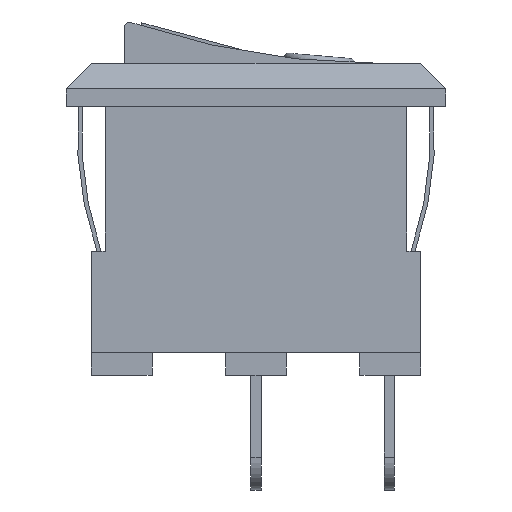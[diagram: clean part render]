
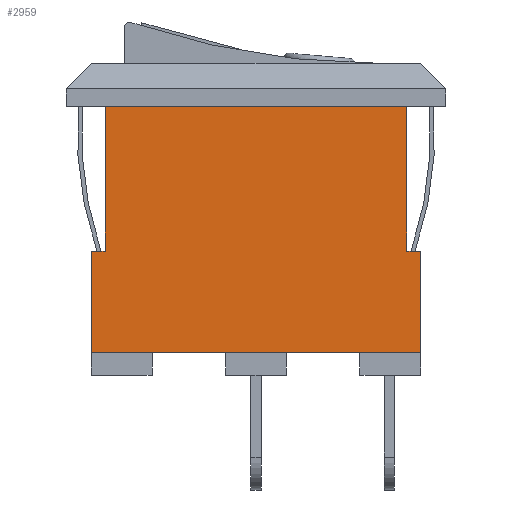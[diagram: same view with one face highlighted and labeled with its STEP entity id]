
A CAD part, front view. The second image highlights one B-rep face of the part: STEP entity #2959.
In plain terms, the highlighted planar face has unit normal (0, -1, 0).
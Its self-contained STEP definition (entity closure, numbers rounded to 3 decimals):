
#2217 = PLANE('',#2218);
#2218 = AXIS2_PLACEMENT_3D('',#2219,#2220,#2221);
#2219 = CARTESIAN_POINT('',(0.,0.,5.7));
#2220 = DIRECTION('',(0.,0.,-1.));
#2221 = DIRECTION('',(1.,0.,0.));
#2470 = VERTEX_POINT('',#2471);
#2471 = CARTESIAN_POINT('',(-5.95,-4.2,5.7));
#2487 = PLANE('',#2488);
#2488 = AXIS2_PLACEMENT_3D('',#2489,#2490,#2491);
#2489 = CARTESIAN_POINT('',(-5.95,-4.2,0.));
#2490 = DIRECTION('',(-1.,0.,0.));
#2491 = DIRECTION('',(0.,1.,0.));
#2499 = EDGE_CURVE('',#2500,#2470,#2502,.T.);
#2500 = VERTEX_POINT('',#2501);
#2501 = CARTESIAN_POINT('',(5.95,-4.2,5.7));
#2502 = SURFACE_CURVE('',#2503,(#2507,#2514),.PCURVE_S1.);
#2503 = LINE('',#2504,#2505);
#2504 = CARTESIAN_POINT('',(5.95,-4.2,5.7));
#2505 = VECTOR('',#2506,1.);
#2506 = DIRECTION('',(-1.,0.,0.));
#2507 = PCURVE('',#2217,#2508);
#2508 = DEFINITIONAL_REPRESENTATION('',(#2509),#2513);
#2509 = LINE('',#2510,#2511);
#2510 = CARTESIAN_POINT('',(5.95,4.2));
#2511 = VECTOR('',#2512,1.);
#2512 = DIRECTION('',(-1.,0.));
#2513 = ( GEOMETRIC_REPRESENTATION_CONTEXT(2) 
PARAMETRIC_REPRESENTATION_CONTEXT() REPRESENTATION_CONTEXT('2D SPACE',''
  ) );
#2514 = PCURVE('',#2515,#2520);
#2515 = PLANE('',#2516);
#2516 = AXIS2_PLACEMENT_3D('',#2517,#2518,#2519);
#2517 = CARTESIAN_POINT('',(0.,-4.2,0.712));
#2518 = DIRECTION('',(0.,-1.,0.));
#2519 = DIRECTION('',(0.,0.,-1.));
#2520 = DEFINITIONAL_REPRESENTATION('',(#2521),#2525);
#2521 = LINE('',#2522,#2523);
#2522 = CARTESIAN_POINT('',(-4.988,5.95));
#2523 = VECTOR('',#2524,1.);
#2524 = DIRECTION('',(0.,-1.));
#2525 = ( GEOMETRIC_REPRESENTATION_CONTEXT(2) 
PARAMETRIC_REPRESENTATION_CONTEXT() REPRESENTATION_CONTEXT('2D SPACE',''
  ) );
#2543 = PLANE('',#2544);
#2544 = AXIS2_PLACEMENT_3D('',#2545,#2546,#2547);
#2545 = CARTESIAN_POINT('',(5.95,4.2,0.));
#2546 = DIRECTION('',(1.,0.,0.));
#2547 = DIRECTION('',(0.,-1.,0.));
#2752 = PLANE('',#2753);
#2753 = AXIS2_PLACEMENT_3D('',#2754,#2755,#2756);
#2754 = CARTESIAN_POINT('',(0.,0.,0.));
#2755 = DIRECTION('',(-0.,0.,1.));
#2756 = DIRECTION('',(-1.,0.,0.));
#2887 = EDGE_CURVE('',#2888,#2470,#2890,.T.);
#2888 = VERTEX_POINT('',#2889);
#2889 = CARTESIAN_POINT('',(-5.95,-4.2,0.));
#2890 = SURFACE_CURVE('',#2891,(#2895,#2902),.PCURVE_S1.);
#2891 = LINE('',#2892,#2893);
#2892 = CARTESIAN_POINT('',(-5.95,-4.2,0.));
#2893 = VECTOR('',#2894,1.);
#2894 = DIRECTION('',(0.,0.,1.));
#2895 = PCURVE('',#2487,#2896);
#2896 = DEFINITIONAL_REPRESENTATION('',(#2897),#2901);
#2897 = LINE('',#2898,#2899);
#2898 = CARTESIAN_POINT('',(0.,0.));
#2899 = VECTOR('',#2900,1.);
#2900 = DIRECTION('',(0.,-1.));
#2901 = ( GEOMETRIC_REPRESENTATION_CONTEXT(2) 
PARAMETRIC_REPRESENTATION_CONTEXT() REPRESENTATION_CONTEXT('2D SPACE',''
  ) );
#2902 = PCURVE('',#2515,#2903);
#2903 = DEFINITIONAL_REPRESENTATION('',(#2904),#2908);
#2904 = LINE('',#2905,#2906);
#2905 = CARTESIAN_POINT('',(0.712,-5.95));
#2906 = VECTOR('',#2907,1.);
#2907 = DIRECTION('',(-1.,0.));
#2908 = ( GEOMETRIC_REPRESENTATION_CONTEXT(2) 
PARAMETRIC_REPRESENTATION_CONTEXT() REPRESENTATION_CONTEXT('2D SPACE',''
  ) );
#2948 = PLANE('',#2949);
#2949 = AXIS2_PLACEMENT_3D('',#2950,#2951,#2952);
#2950 = CARTESIAN_POINT('',(0.,0.,0.));
#2951 = DIRECTION('',(-0.,0.,1.));
#2952 = DIRECTION('',(-1.,0.,0.));
#2959 = ADVANCED_FACE('',(#2960),#2515,.T.);
#2960 = FACE_BOUND('',#2961,.T.);
#2961 = EDGE_LOOP('',(#2962,#2992,#3020,#3048,#3071,#3092,#3093,#3094));
#2962 = ORIENTED_EDGE('',*,*,#2963,.T.);
#2963 = EDGE_CURVE('',#2964,#2966,#2968,.T.);
#2964 = VERTEX_POINT('',#2965);
#2965 = CARTESIAN_POINT('',(-6.5,-4.2,0.));
#2966 = VERTEX_POINT('',#2967);
#2967 = CARTESIAN_POINT('',(-6.5,-4.2,-4.));
#2968 = SURFACE_CURVE('',#2969,(#2973,#2980),.PCURVE_S1.);
#2969 = LINE('',#2970,#2971);
#2970 = CARTESIAN_POINT('',(-6.5,-4.2,0.));
#2971 = VECTOR('',#2972,1.);
#2972 = DIRECTION('',(0.,0.,-1.));
#2973 = PCURVE('',#2515,#2974);
#2974 = DEFINITIONAL_REPRESENTATION('',(#2975),#2979);
#2975 = LINE('',#2976,#2977);
#2976 = CARTESIAN_POINT('',(0.712,-6.5));
#2977 = VECTOR('',#2978,1.);
#2978 = DIRECTION('',(1.,0.));
#2979 = ( GEOMETRIC_REPRESENTATION_CONTEXT(2) 
PARAMETRIC_REPRESENTATION_CONTEXT() REPRESENTATION_CONTEXT('2D SPACE',''
  ) );
#2980 = PCURVE('',#2981,#2986);
#2981 = PLANE('',#2982);
#2982 = AXIS2_PLACEMENT_3D('',#2983,#2984,#2985);
#2983 = CARTESIAN_POINT('',(-6.5,0.034,-2.416));
#2984 = DIRECTION('',(-1.,0.,0.));
#2985 = DIRECTION('',(0.,0.,1.));
#2986 = DEFINITIONAL_REPRESENTATION('',(#2987),#2991);
#2987 = LINE('',#2988,#2989);
#2988 = CARTESIAN_POINT('',(2.416,-4.234));
#2989 = VECTOR('',#2990,1.);
#2990 = DIRECTION('',(-1.,0.));
#2991 = ( GEOMETRIC_REPRESENTATION_CONTEXT(2) 
PARAMETRIC_REPRESENTATION_CONTEXT() REPRESENTATION_CONTEXT('2D SPACE',''
  ) );
#2992 = ORIENTED_EDGE('',*,*,#2993,.T.);
#2993 = EDGE_CURVE('',#2966,#2994,#2996,.T.);
#2994 = VERTEX_POINT('',#2995);
#2995 = CARTESIAN_POINT('',(6.5,-4.2,-4.));
#2996 = SURFACE_CURVE('',#2997,(#3001,#3008),.PCURVE_S1.);
#2997 = LINE('',#2998,#2999);
#2998 = CARTESIAN_POINT('',(-6.5,-4.2,-4.));
#2999 = VECTOR('',#3000,1.);
#3000 = DIRECTION('',(1.,0.,0.));
#3001 = PCURVE('',#2515,#3002);
#3002 = DEFINITIONAL_REPRESENTATION('',(#3003),#3007);
#3003 = LINE('',#3004,#3005);
#3004 = CARTESIAN_POINT('',(4.712,-6.5));
#3005 = VECTOR('',#3006,1.);
#3006 = DIRECTION('',(0.,1.));
#3007 = ( GEOMETRIC_REPRESENTATION_CONTEXT(2) 
PARAMETRIC_REPRESENTATION_CONTEXT() REPRESENTATION_CONTEXT('2D SPACE',''
  ) );
#3008 = PCURVE('',#3009,#3014);
#3009 = PLANE('',#3010);
#3010 = AXIS2_PLACEMENT_3D('',#3011,#3012,#3013);
#3011 = CARTESIAN_POINT('',(0.,0.,-4.));
#3012 = DIRECTION('',(-0.,0.,1.));
#3013 = DIRECTION('',(-1.,0.,0.));
#3014 = DEFINITIONAL_REPRESENTATION('',(#3015),#3019);
#3015 = LINE('',#3016,#3017);
#3016 = CARTESIAN_POINT('',(6.5,4.2));
#3017 = VECTOR('',#3018,1.);
#3018 = DIRECTION('',(-1.,0.));
#3019 = ( GEOMETRIC_REPRESENTATION_CONTEXT(2) 
PARAMETRIC_REPRESENTATION_CONTEXT() REPRESENTATION_CONTEXT('2D SPACE',''
  ) );
#3020 = ORIENTED_EDGE('',*,*,#3021,.F.);
#3021 = EDGE_CURVE('',#3022,#2994,#3024,.T.);
#3022 = VERTEX_POINT('',#3023);
#3023 = CARTESIAN_POINT('',(6.5,-4.2,0.));
#3024 = SURFACE_CURVE('',#3025,(#3029,#3036),.PCURVE_S1.);
#3025 = LINE('',#3026,#3027);
#3026 = CARTESIAN_POINT('',(6.5,-4.2,0.));
#3027 = VECTOR('',#3028,1.);
#3028 = DIRECTION('',(0.,0.,-1.));
#3029 = PCURVE('',#2515,#3030);
#3030 = DEFINITIONAL_REPRESENTATION('',(#3031),#3035);
#3031 = LINE('',#3032,#3033);
#3032 = CARTESIAN_POINT('',(0.712,6.5));
#3033 = VECTOR('',#3034,1.);
#3034 = DIRECTION('',(1.,0.));
#3035 = ( GEOMETRIC_REPRESENTATION_CONTEXT(2) 
PARAMETRIC_REPRESENTATION_CONTEXT() REPRESENTATION_CONTEXT('2D SPACE',''
  ) );
#3036 = PCURVE('',#3037,#3042);
#3037 = PLANE('',#3038);
#3038 = AXIS2_PLACEMENT_3D('',#3039,#3040,#3041);
#3039 = CARTESIAN_POINT('',(6.5,0.034,-2.416));
#3040 = DIRECTION('',(1.,0.,0.));
#3041 = DIRECTION('',(0.,0.,-1.));
#3042 = DEFINITIONAL_REPRESENTATION('',(#3043),#3047);
#3043 = LINE('',#3044,#3045);
#3044 = CARTESIAN_POINT('',(-2.416,-4.234));
#3045 = VECTOR('',#3046,1.);
#3046 = DIRECTION('',(1.,0.));
#3047 = ( GEOMETRIC_REPRESENTATION_CONTEXT(2) 
PARAMETRIC_REPRESENTATION_CONTEXT() REPRESENTATION_CONTEXT('2D SPACE',''
  ) );
#3048 = ORIENTED_EDGE('',*,*,#3049,.F.);
#3049 = EDGE_CURVE('',#3050,#3022,#3052,.T.);
#3050 = VERTEX_POINT('',#3051);
#3051 = CARTESIAN_POINT('',(5.95,-4.2,0.));
#3052 = SURFACE_CURVE('',#3053,(#3057,#3064),.PCURVE_S1.);
#3053 = LINE('',#3054,#3055);
#3054 = CARTESIAN_POINT('',(-6.5,-4.2,0.));
#3055 = VECTOR('',#3056,1.);
#3056 = DIRECTION('',(1.,0.,0.));
#3057 = PCURVE('',#2515,#3058);
#3058 = DEFINITIONAL_REPRESENTATION('',(#3059),#3063);
#3059 = LINE('',#3060,#3061);
#3060 = CARTESIAN_POINT('',(0.712,-6.5));
#3061 = VECTOR('',#3062,1.);
#3062 = DIRECTION('',(0.,1.));
#3063 = ( GEOMETRIC_REPRESENTATION_CONTEXT(2) 
PARAMETRIC_REPRESENTATION_CONTEXT() REPRESENTATION_CONTEXT('2D SPACE',''
  ) );
#3064 = PCURVE('',#2752,#3065);
#3065 = DEFINITIONAL_REPRESENTATION('',(#3066),#3070);
#3066 = LINE('',#3067,#3068);
#3067 = CARTESIAN_POINT('',(6.5,4.2));
#3068 = VECTOR('',#3069,1.);
#3069 = DIRECTION('',(-1.,0.));
#3070 = ( GEOMETRIC_REPRESENTATION_CONTEXT(2) 
PARAMETRIC_REPRESENTATION_CONTEXT() REPRESENTATION_CONTEXT('2D SPACE',''
  ) );
#3071 = ORIENTED_EDGE('',*,*,#3072,.T.);
#3072 = EDGE_CURVE('',#3050,#2500,#3073,.T.);
#3073 = SURFACE_CURVE('',#3074,(#3078,#3085),.PCURVE_S1.);
#3074 = LINE('',#3075,#3076);
#3075 = CARTESIAN_POINT('',(5.95,-4.2,0.));
#3076 = VECTOR('',#3077,1.);
#3077 = DIRECTION('',(0.,0.,1.));
#3078 = PCURVE('',#2515,#3079);
#3079 = DEFINITIONAL_REPRESENTATION('',(#3080),#3084);
#3080 = LINE('',#3081,#3082);
#3081 = CARTESIAN_POINT('',(0.712,5.95));
#3082 = VECTOR('',#3083,1.);
#3083 = DIRECTION('',(-1.,0.));
#3084 = ( GEOMETRIC_REPRESENTATION_CONTEXT(2) 
PARAMETRIC_REPRESENTATION_CONTEXT() REPRESENTATION_CONTEXT('2D SPACE',''
  ) );
#3085 = PCURVE('',#2543,#3086);
#3086 = DEFINITIONAL_REPRESENTATION('',(#3087),#3091);
#3087 = LINE('',#3088,#3089);
#3088 = CARTESIAN_POINT('',(8.4,0.));
#3089 = VECTOR('',#3090,1.);
#3090 = DIRECTION('',(0.,-1.));
#3091 = ( GEOMETRIC_REPRESENTATION_CONTEXT(2) 
PARAMETRIC_REPRESENTATION_CONTEXT() REPRESENTATION_CONTEXT('2D SPACE',''
  ) );
#3092 = ORIENTED_EDGE('',*,*,#2499,.T.);
#3093 = ORIENTED_EDGE('',*,*,#2887,.F.);
#3094 = ORIENTED_EDGE('',*,*,#3095,.F.);
#3095 = EDGE_CURVE('',#2964,#2888,#3096,.T.);
#3096 = SURFACE_CURVE('',#3097,(#3101,#3108),.PCURVE_S1.);
#3097 = LINE('',#3098,#3099);
#3098 = CARTESIAN_POINT('',(-6.5,-4.2,0.));
#3099 = VECTOR('',#3100,1.);
#3100 = DIRECTION('',(1.,0.,0.));
#3101 = PCURVE('',#2515,#3102);
#3102 = DEFINITIONAL_REPRESENTATION('',(#3103),#3107);
#3103 = LINE('',#3104,#3105);
#3104 = CARTESIAN_POINT('',(0.712,-6.5));
#3105 = VECTOR('',#3106,1.);
#3106 = DIRECTION('',(0.,1.));
#3107 = ( GEOMETRIC_REPRESENTATION_CONTEXT(2) 
PARAMETRIC_REPRESENTATION_CONTEXT() REPRESENTATION_CONTEXT('2D SPACE',''
  ) );
#3108 = PCURVE('',#2948,#3109);
#3109 = DEFINITIONAL_REPRESENTATION('',(#3110),#3114);
#3110 = LINE('',#3111,#3112);
#3111 = CARTESIAN_POINT('',(6.5,4.2));
#3112 = VECTOR('',#3113,1.);
#3113 = DIRECTION('',(-1.,0.));
#3114 = ( GEOMETRIC_REPRESENTATION_CONTEXT(2) 
PARAMETRIC_REPRESENTATION_CONTEXT() REPRESENTATION_CONTEXT('2D SPACE',''
  ) );
